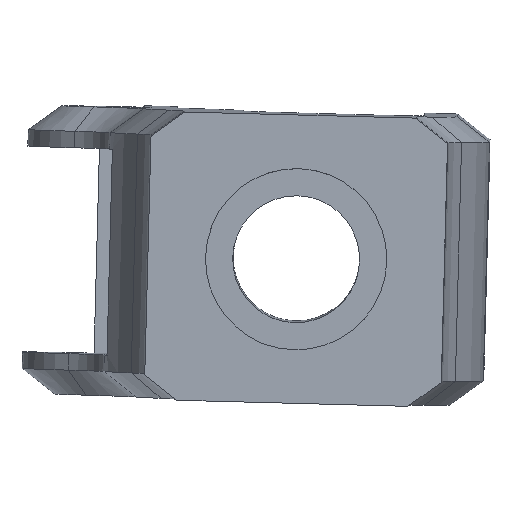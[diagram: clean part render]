
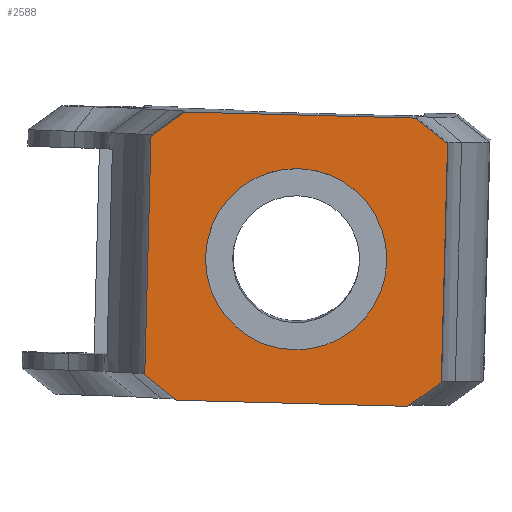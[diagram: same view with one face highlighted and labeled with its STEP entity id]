
A CAD part, left-side view. The second image highlights one B-rep face of the part: STEP entity #2588.
In plain terms, the highlighted face is planar.
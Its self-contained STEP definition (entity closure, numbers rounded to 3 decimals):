
#26 = FACE_OUTER_BOUND ( 'NONE', #2415, .T. ) ;
#53 = VECTOR ( 'NONE', #1302, 1000. ) ;
#112 = ORIENTED_EDGE ( 'NONE', *, *, #1461, .T. ) ;
#116 = CARTESIAN_POINT ( 'NONE',  ( -18., 14.5, 0. ) ) ;
#204 = EDGE_CURVE ( 'NONE', #1267, #2622, #2555, .T. ) ;
#216 = CARTESIAN_POINT ( 'NONE',  ( 14.019, 17.5, 0. ) ) ;
#262 = EDGE_CURVE ( 'NONE', #3392, #2967, #3468, .T. ) ;
#279 = CARTESIAN_POINT ( 'NONE',  ( 23., -17.5, 0. ) ) ;
#330 = CARTESIAN_POINT ( 'NONE',  ( 0., 0., 0. ) ) ;
#342 = DIRECTION ( 'NONE',  ( 0., 1., 0. ) ) ;
#344 = CARTESIAN_POINT ( 'NONE',  ( 18., -14.5, 0. ) ) ;
#346 = DIRECTION ( 'NONE',  ( -1., 0., 0. ) ) ;
#486 = VERTEX_POINT ( 'NONE', #1724 ) ;
#517 = CARTESIAN_POINT ( 'NONE',  ( 18., 14.5, 0. ) ) ;
#522 = DIRECTION ( 'NONE',  ( -0.799, 0.602, 0. ) ) ;
#525 = VERTEX_POINT ( 'NONE', #3389 ) ;
#529 = AXIS2_PLACEMENT_3D ( 'NONE', #330, #2560, #346 ) ;
#551 = VECTOR ( 'NONE', #522, 1000. ) ;
#585 = VECTOR ( 'NONE', #1440, 1000. ) ;
#602 = ORIENTED_EDGE ( 'NONE', *, *, #262, .T. ) ;
#823 = VERTEX_POINT ( 'NONE', #3618 ) ;
#831 = AXIS2_PLACEMENT_3D ( 'NONE', #2009, #1349, #3168 ) ;
#876 = ORIENTED_EDGE ( 'NONE', *, *, #2268, .T. ) ;
#911 = CARTESIAN_POINT ( 'NONE',  ( -18., -52.855, 0. ) ) ;
#925 = ORIENTED_EDGE ( 'NONE', *, *, #2155, .T. ) ;
#962 = LINE ( 'NONE', #1522, #2143 ) ;
#1059 = ORIENTED_EDGE ( 'NONE', *, *, #3124, .F. ) ;
#1150 = LINE ( 'NONE', #2021, #1191 ) ;
#1176 = FACE_BOUND ( 'NONE', #3643, .T. ) ;
#1191 = VECTOR ( 'NONE', #2913, 1000. ) ;
#1251 = CARTESIAN_POINT ( 'NONE',  ( 11., 0., 0. ) ) ;
#1265 = DIRECTION ( 'NONE',  ( 0., 1., 0. ) ) ;
#1267 = VERTEX_POINT ( 'NONE', #1405 ) ;
#1302 = DIRECTION ( 'NONE',  ( -1., 0., 0. ) ) ;
#1325 = CARTESIAN_POINT ( 'NONE',  ( 23., 17.5, 0. ) ) ;
#1349 = DIRECTION ( 'NONE',  ( 0., 0., -1. ) ) ;
#1397 = CARTESIAN_POINT ( 'NONE',  ( -13.488, 17.9, 0. ) ) ;
#1405 = CARTESIAN_POINT ( 'NONE',  ( -11., 0., 0. ) ) ;
#1418 = LINE ( 'NONE', #2867, #551 ) ;
#1440 = DIRECTION ( 'NONE',  ( 0.799, -0.602, 0. ) ) ;
#1461 = EDGE_CURVE ( 'NONE', #525, #1559, #3521, .T. ) ;
#1468 = CIRCLE ( 'NONE', #3577, 11. ) ;
#1498 = CARTESIAN_POINT ( 'NONE',  ( 13.488, 17.9, 0. ) ) ;
#1522 = CARTESIAN_POINT ( 'NONE',  ( 18., -52.855, 0. ) ) ;
#1557 = EDGE_CURVE ( 'NONE', #3392, #823, #3015, .T. ) ;
#1559 = VERTEX_POINT ( 'NONE', #116 ) ;
#1676 = DIRECTION ( 'NONE',  ( 0.799, 0.602, 0. ) ) ;
#1691 = DIRECTION ( 'NONE',  ( -1., 0., 0. ) ) ;
#1724 = CARTESIAN_POINT ( 'NONE',  ( 14.019, -17.5, 0. ) ) ;
#1883 = ORIENTED_EDGE ( 'NONE', *, *, #3298, .T. ) ;
#1884 = VERTEX_POINT ( 'NONE', #2901 ) ;
#2002 = DIRECTION ( 'NONE',  ( 0., 0., -1. ) ) ;
#2004 = ORIENTED_EDGE ( 'NONE', *, *, #204, .F. ) ;
#2009 = CARTESIAN_POINT ( 'NONE',  ( 0., 0., 0. ) ) ;
#2021 = CARTESIAN_POINT ( 'NONE',  ( 13.488, -17.9, 0. ) ) ;
#2122 = EDGE_CURVE ( 'NONE', #1884, #486, #2855, .T. ) ;
#2143 = VECTOR ( 'NONE', #1265, 1000. ) ;
#2155 = EDGE_CURVE ( 'NONE', #1559, #823, #2839, .T. ) ;
#2198 = ORIENTED_EDGE ( 'NONE', *, *, #2122, .F. ) ;
#2268 = EDGE_CURVE ( 'NONE', #2679, #486, #1150, .T. ) ;
#2415 = EDGE_LOOP ( 'NONE', ( #2647, #876, #2198, #1883, #112, #925, #2425, #602 ) ) ;
#2416 = EDGE_CURVE ( 'NONE', #2679, #2967, #962, .T. ) ;
#2425 = ORIENTED_EDGE ( 'NONE', *, *, #1557, .F. ) ;
#2555 = CIRCLE ( 'NONE', #529, 11. ) ;
#2560 = DIRECTION ( 'NONE',  ( 0., 0., -1. ) ) ;
#2588 = ADVANCED_FACE ( 'NONE', ( #26, #1176 ), #3466, .T. ) ;
#2622 = VERTEX_POINT ( 'NONE', #1251 ) ;
#2647 = ORIENTED_EDGE ( 'NONE', *, *, #2416, .F. ) ;
#2679 = VERTEX_POINT ( 'NONE', #344 ) ;
#2779 = DIRECTION ( 'NONE',  ( 1., 0., 0. ) ) ;
#2839 = LINE ( 'NONE', #1397, #3599 ) ;
#2855 = LINE ( 'NONE', #279, #3046 ) ;
#2856 = CARTESIAN_POINT ( 'NONE',  ( 0., 0., 0. ) ) ;
#2867 = CARTESIAN_POINT ( 'NONE',  ( -13.488, -17.9, 0. ) ) ;
#2901 = CARTESIAN_POINT ( 'NONE',  ( -14.019, -17.5, 0. ) ) ;
#2913 = DIRECTION ( 'NONE',  ( -0.799, -0.602, 0. ) ) ;
#2967 = VERTEX_POINT ( 'NONE', #517 ) ;
#3015 = LINE ( 'NONE', #1325, #53 ) ;
#3046 = VECTOR ( 'NONE', #2779, 1000. ) ;
#3124 = EDGE_CURVE ( 'NONE', #2622, #1267, #1468, .T. ) ;
#3168 = DIRECTION ( 'NONE',  ( -1., 0., 0. ) ) ;
#3298 = EDGE_CURVE ( 'NONE', #1884, #525, #1418, .T. ) ;
#3389 = CARTESIAN_POINT ( 'NONE',  ( -18., -14.5, 0. ) ) ;
#3392 = VERTEX_POINT ( 'NONE', #216 ) ;
#3466 = PLANE ( 'NONE',  #831 ) ;
#3468 = LINE ( 'NONE', #1498, #585 ) ;
#3521 = LINE ( 'NONE', #911, #3604 ) ;
#3577 = AXIS2_PLACEMENT_3D ( 'NONE', #2856, #2002, #1691 ) ;
#3599 = VECTOR ( 'NONE', #1676, 1000. ) ;
#3604 = VECTOR ( 'NONE', #342, 1000. ) ;
#3618 = CARTESIAN_POINT ( 'NONE',  ( -14.019, 17.5, 0. ) ) ;
#3643 = EDGE_LOOP ( 'NONE', ( #1059, #2004 ) ) ;
